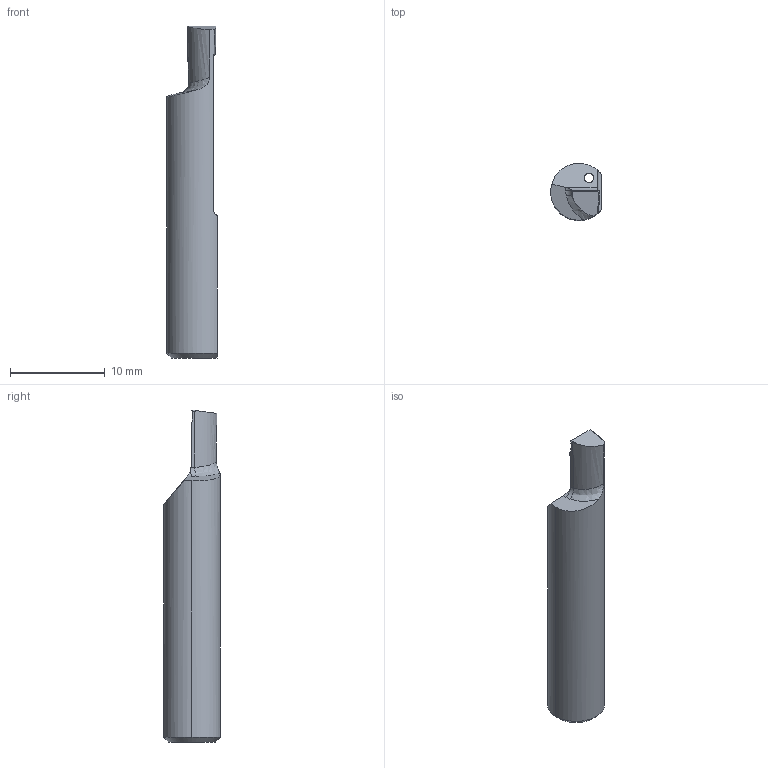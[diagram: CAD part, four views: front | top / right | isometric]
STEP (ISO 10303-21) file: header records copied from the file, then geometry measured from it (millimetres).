
FILE_DESCRIPTION (( 'STEP AP203' ), '1' );
FILE_NAME ('R62PM3006-20.step', '2024-09-20T13:14:31', ( '' ), ( '' ), 'SwSTEP 2.0', 'SolidWorks 2022', '' );
FILE_SCHEMA (( 'CONFIG_CONTROL_DESIGN' ));
Length unit declared in the file: millimetre
Products named in the file (1): R62PM3006-20
Bounding box: 5.35 x 6 x 35 mm (x, y, z)
Volume: 722.7 mm3; surface area: 695.8 mm2
Topology: 1 solids, 1 shells, 25 faces, 68 edges, 45 vertices
Faces by surface type: cylinder 11, plane 10, bspline 3, cone 1
Entity records: 995 total; most frequent: CARTESIAN_POINT 362, ORIENTED_EDGE 136, DIRECTION 88, EDGE_CURVE 68, VERTEX_POINT 45, VECTOR 30, LINE 30, AXIS2_PLACEMENT_3D 29
